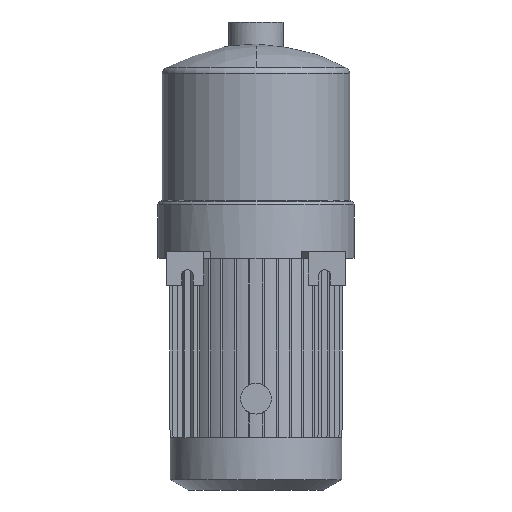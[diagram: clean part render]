
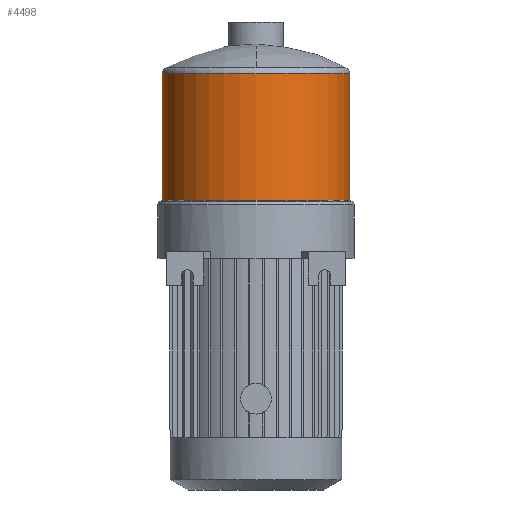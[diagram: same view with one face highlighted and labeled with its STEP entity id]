
A CAD part, front view. The second image highlights one B-rep face of the part: STEP entity #4498.
In plain terms, the highlighted cylindrical face has radius 76.5 mm (diameter 153 mm), a partial arc.
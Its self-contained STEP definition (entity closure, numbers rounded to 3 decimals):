
#121 = AXIS2_PLACEMENT_3D ( 'NONE', #274, #8631, #9521 ) ;
#274 = CARTESIAN_POINT ( 'NONE',  ( 0., 0., 119. ) ) ;
#376 = AXIS2_PLACEMENT_3D ( 'NONE', #10453, #377, #1385 ) ;
#377 = DIRECTION ( 'NONE',  ( 0., 0., -1. ) ) ;
#396 = CIRCLE ( 'NONE', #2004, 76.5 ) ;
#1061 = CYLINDRICAL_SURFACE ( 'NONE', #121, 76.5 ) ;
#1065 = EDGE_CURVE ( 'NONE', #8077, #3167, #7489, .T. ) ;
#1241 = VERTEX_POINT ( 'NONE', #8539 ) ;
#1385 = DIRECTION ( 'NONE',  ( -1., 0., 0. ) ) ;
#2004 = AXIS2_PLACEMENT_3D ( 'NONE', #4203, #5911, #10089 ) ;
#2161 = DIRECTION ( 'NONE',  ( 0., 0., 1. ) ) ;
#2617 = VECTOR ( 'NONE', #4824, 1000. ) ;
#2751 = EDGE_CURVE ( 'NONE', #8077, #2924, #396, .T. ) ;
#2924 = VERTEX_POINT ( 'NONE', #6411 ) ;
#3167 = VERTEX_POINT ( 'NONE', #5069 ) ;
#3216 = CARTESIAN_POINT ( 'NONE',  ( -76.5, 0., 119. ) ) ;
#4203 = CARTESIAN_POINT ( 'NONE',  ( 0., 0., -26.5 ) ) ;
#4222 = ORIENTED_EDGE ( 'NONE', *, *, #2751, .T. ) ;
#4360 = VECTOR ( 'NONE', #2161, 1000. ) ;
#4498 = ADVANCED_FACE ( 'NONE', ( #7955 ), #1061, .T. ) ;
#4773 = CARTESIAN_POINT ( 'NONE',  ( 76.5, 0., 119. ) ) ;
#4824 = DIRECTION ( 'NONE',  ( 0., 0., 1. ) ) ;
#4953 = EDGE_CURVE ( 'NONE', #2924, #1241, #5596, .T. ) ;
#5069 = CARTESIAN_POINT ( 'NONE',  ( -76.5, 0., 76.562 ) ) ;
#5596 = LINE ( 'NONE', #4773, #2617 ) ;
#5877 = CIRCLE ( 'NONE', #376, 76.5 ) ;
#5911 = DIRECTION ( 'NONE',  ( 0., 0., 1. ) ) ;
#6145 = ORIENTED_EDGE ( 'NONE', *, *, #7183, .T. ) ;
#6411 = CARTESIAN_POINT ( 'NONE',  ( 76.5, 0., -26.5 ) ) ;
#7183 = EDGE_CURVE ( 'NONE', #1241, #3167, #5877, .T. ) ;
#7269 = ORIENTED_EDGE ( 'NONE', *, *, #4953, .T. ) ;
#7489 = LINE ( 'NONE', #3216, #4360 ) ;
#7955 = FACE_OUTER_BOUND ( 'NONE', #8984, .T. ) ;
#8077 = VERTEX_POINT ( 'NONE', #10344 ) ;
#8539 = CARTESIAN_POINT ( 'NONE',  ( 76.5, 0., 76.562 ) ) ;
#8631 = DIRECTION ( 'NONE',  ( 0., 0., 1. ) ) ;
#8887 = ORIENTED_EDGE ( 'NONE', *, *, #1065, .F. ) ;
#8984 = EDGE_LOOP ( 'NONE', ( #8887, #4222, #7269, #6145 ) ) ;
#9521 = DIRECTION ( 'NONE',  ( 1., 0., 0. ) ) ;
#10089 = DIRECTION ( 'NONE',  ( 1., 0., 0. ) ) ;
#10344 = CARTESIAN_POINT ( 'NONE',  ( -76.5, 0., -26.5 ) ) ;
#10453 = CARTESIAN_POINT ( 'NONE',  ( 0., 0., 76.562 ) ) ;
